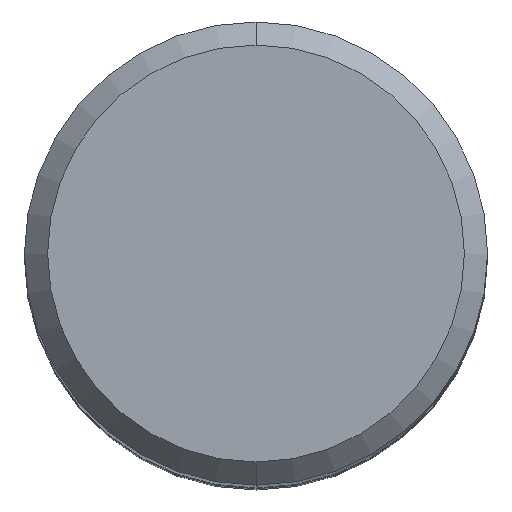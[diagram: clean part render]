
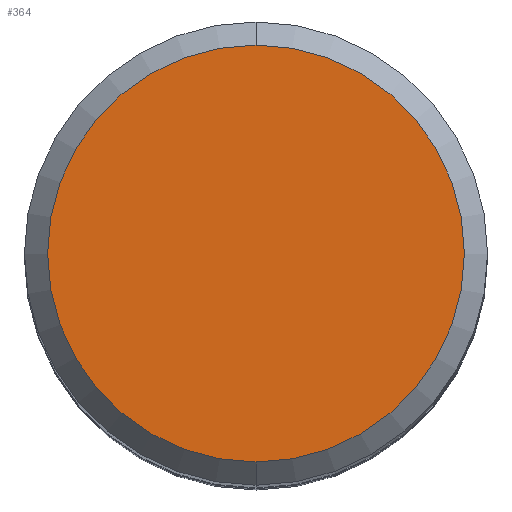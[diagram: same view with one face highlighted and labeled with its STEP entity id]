
A CAD part, top view. The second image highlights one B-rep face of the part: STEP entity #364.
In plain terms, the highlighted planar face has unit normal (0, 0, 1).
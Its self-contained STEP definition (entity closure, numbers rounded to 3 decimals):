
#228=EDGE_CURVE('',#302,#234,#546,.T.);
#234=VERTEX_POINT('',#554);
#302=VERTEX_POINT('',#625);
#338=EDGE_CURVE('',#234,#302,#665,.T.);
#364=ADVANCED_FACE('',(#694),#695,.T.);
#546=CIRCLE('',#1010,9.0);
#554=CARTESIAN_POINT('',(0.0,9.0,0.0));
#625=CARTESIAN_POINT('',(0.,-9.0,0.0));
#665=CIRCLE('',#1309,9.0);
#694=FACE_OUTER_BOUND('',#1404,.T.);
#695=PLANE('',#1405);
#1010=AXIS2_PLACEMENT_3D('',#1691,#1692,#1693);
#1309=AXIS2_PLACEMENT_3D('',#1792,#1793,#1794);
#1404=EDGE_LOOP('',(#1832,#1833));
#1405=AXIS2_PLACEMENT_3D('',#1834,#1835,#1836);
#1691=CARTESIAN_POINT('',(0.0,0.0,0.0));
#1692=DIRECTION('',(0.0,0.0,-1.0));
#1693=DIRECTION('',(0.0,1.0,0.0));
#1792=CARTESIAN_POINT('',(0.0,0.0,0.0));
#1793=DIRECTION('',(0.0,0.0,-1.0));
#1794=DIRECTION('',(0.0,1.0,0.0));
#1832=ORIENTED_EDGE('',*,*,#338,.F.);
#1833=ORIENTED_EDGE('',*,*,#228,.F.);
#1834=CARTESIAN_POINT('',(0.0,4.5,0.0));
#1835=DIRECTION('',(-0.0,0.0,1.0));
#1836=DIRECTION('',(0.0,-1.0,0.0));
